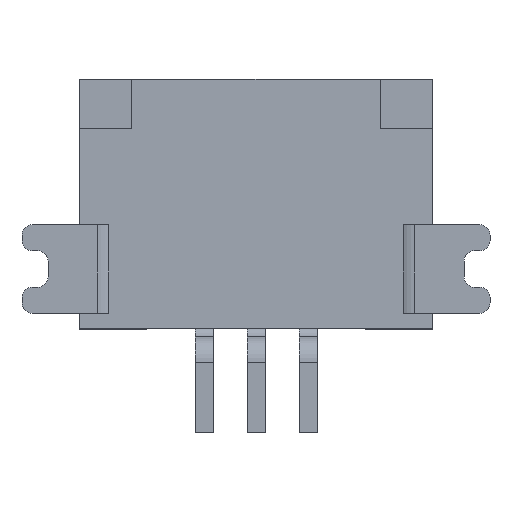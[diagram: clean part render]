
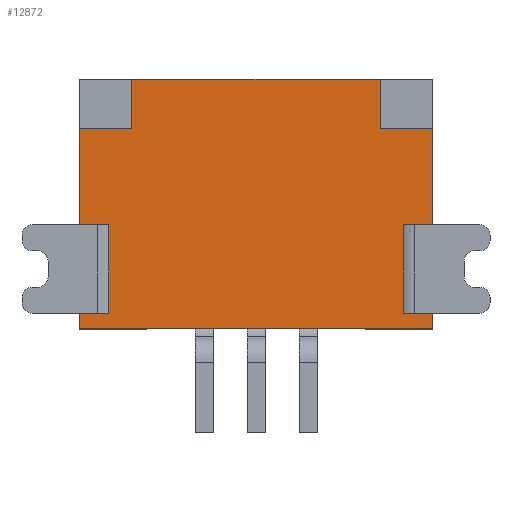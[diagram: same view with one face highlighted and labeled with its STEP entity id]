
A CAD part, top view. The second image highlights one B-rep face of the part: STEP entity #12872.
In plain terms, the highlighted planar face has unit normal (0, 0, 1).
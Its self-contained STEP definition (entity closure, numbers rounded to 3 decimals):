
#46 = LINE ( 'NONE', #7649, #3568 ) ;
#136 = LINE ( 'NONE', #13737, #14838 ) ;
#330 = VERTEX_POINT ( 'NONE', #12149 ) ;
#534 = CARTESIAN_POINT ( 'NONE',  ( -10.1, -0.95, -0.1 ) ) ;
#551 = CARTESIAN_POINT ( 'NONE',  ( -16.9, -0.95, -0.1 ) ) ;
#643 = VERTEX_POINT ( 'NONE', #6905 ) ;
#751 = EDGE_CURVE ( 'NONE', #9014, #9510, #15051, .T. ) ;
#1250 = CARTESIAN_POINT ( 'NONE',  ( -16.332, -2.8, -0.1 ) ) ;
#1825 = CARTESIAN_POINT ( 'NONE',  ( -10.1, -4.8, -0.1 ) ) ;
#1879 = CARTESIAN_POINT ( 'NONE',  ( -16.9, -4.8, -0.1 ) ) ;
#2253 = EDGE_CURVE ( 'NONE', #15006, #9494, #13187, .T. ) ;
#2293 = CARTESIAN_POINT ( 'NONE',  ( -10.668, -4.5, -0.1 ) ) ;
#2299 = VECTOR ( 'NONE', #2719, 1000. ) ;
#2472 = LINE ( 'NONE', #14764, #3608 ) ;
#2719 = DIRECTION ( 'NONE',  ( -1., 0., 0. ) ) ;
#2739 = EDGE_CURVE ( 'NONE', #5147, #15006, #8675, .T. ) ;
#2826 = ORIENTED_EDGE ( 'NONE', *, *, #751, .F. ) ;
#3045 = VECTOR ( 'NONE', #16369, 1000. ) ;
#3097 = EDGE_CURVE ( 'NONE', #9014, #15703, #16037, .T. ) ;
#3122 = EDGE_CURVE ( 'NONE', #5147, #4768, #9987, .T. ) ;
#3151 = FACE_OUTER_BOUND ( 'NONE', #15779, .T. ) ;
#3179 = ORIENTED_EDGE ( 'NONE', *, *, #13549, .F. ) ;
#3418 = ORIENTED_EDGE ( 'NONE', *, *, #6268, .F. ) ;
#3474 = VECTOR ( 'NONE', #13489, 1000. ) ;
#3484 = VECTOR ( 'NONE', #11166, 1000. ) ;
#3493 = EDGE_CURVE ( 'NONE', #15969, #330, #46, .T. ) ;
#3504 = DIRECTION ( 'NONE',  ( 0., -1., 0. ) ) ;
#3568 = VECTOR ( 'NONE', #6562, 1000. ) ;
#3608 = VECTOR ( 'NONE', #4797, 1000. ) ;
#3713 = EDGE_CURVE ( 'NONE', #5700, #9494, #12116, .T. ) ;
#3845 = VECTOR ( 'NONE', #4469, 1000. ) ;
#3935 = ORIENTED_EDGE ( 'NONE', *, *, #3493, .F. ) ;
#4020 = CARTESIAN_POINT ( 'NONE',  ( -16.9, -0.95, -0.1 ) ) ;
#4372 = ORIENTED_EDGE ( 'NONE', *, *, #2739, .F. ) ;
#4400 = CARTESIAN_POINT ( 'NONE',  ( -16.9, -4.5, -0.1 ) ) ;
#4469 = DIRECTION ( 'NONE',  ( 1., 0., 0. ) ) ;
#4602 = LINE ( 'NONE', #1879, #3474 ) ;
#4663 = DIRECTION ( 'NONE',  ( 0., 1., 0. ) ) ;
#4669 = DIRECTION ( 'NONE',  ( 1., 0., 0. ) ) ;
#4695 = CARTESIAN_POINT ( 'NONE',  ( -15.89, 0., -0.1 ) ) ;
#4768 = VERTEX_POINT ( 'NONE', #15938 ) ;
#4797 = DIRECTION ( 'NONE',  ( 0., -1., 0. ) ) ;
#4936 = CARTESIAN_POINT ( 'NONE',  ( -10.668, -2.8, -0.1 ) ) ;
#5018 = CARTESIAN_POINT ( 'NONE',  ( -10.1, -4.8, -0.1 ) ) ;
#5147 = VERTEX_POINT ( 'NONE', #15195 ) ;
#5576 = DIRECTION ( 'NONE',  ( 0., -1., 0. ) ) ;
#5700 = VERTEX_POINT ( 'NONE', #5018 ) ;
#5810 = VERTEX_POINT ( 'NONE', #551 ) ;
#5833 = CARTESIAN_POINT ( 'NONE',  ( -10.668, -2.8, -0.1 ) ) ;
#5895 = PLANE ( 'NONE',  #12757 ) ;
#5917 = VERTEX_POINT ( 'NONE', #10972 ) ;
#6090 = ORIENTED_EDGE ( 'NONE', *, *, #2253, .F. ) ;
#6232 = CARTESIAN_POINT ( 'NONE',  ( -42.89, 0., -0.1 ) ) ;
#6268 = EDGE_CURVE ( 'NONE', #5917, #4768, #14137, .T. ) ;
#6365 = EDGE_CURVE ( 'NONE', #15703, #5810, #16337, .T. ) ;
#6562 = DIRECTION ( 'NONE',  ( -1., 0., 0. ) ) ;
#6905 = CARTESIAN_POINT ( 'NONE',  ( -11.11, -0.95, -0.1 ) ) ;
#7120 = VECTOR ( 'NONE', #3504, 1000. ) ;
#7364 = EDGE_CURVE ( 'NONE', #9510, #643, #2472, .T. ) ;
#7474 = EDGE_CURVE ( 'NONE', #5810, #330, #14476, .T. ) ;
#7530 = EDGE_CURVE ( 'NONE', #10976, #12781, #9164, .T. ) ;
#7649 = CARTESIAN_POINT ( 'NONE',  ( -16.332, -2.8, -0.1 ) ) ;
#7696 = VECTOR ( 'NONE', #4669, 1000. ) ;
#8209 = DIRECTION ( 'NONE',  ( 0., 0., 1. ) ) ;
#8423 = EDGE_CURVE ( 'NONE', #5700, #15148, #8446, .T. ) ;
#8446 = LINE ( 'NONE', #1825, #11324 ) ;
#8500 = ORIENTED_EDGE ( 'NONE', *, *, #6365, .T. ) ;
#8546 = DIRECTION ( 'NONE',  ( 1., 0., 0. ) ) ;
#8675 = LINE ( 'NONE', #4936, #3484 ) ;
#8682 = ORIENTED_EDGE ( 'NONE', *, *, #3097, .T. ) ;
#9014 = VERTEX_POINT ( 'NONE', #4695 ) ;
#9157 = ORIENTED_EDGE ( 'NONE', *, *, #8423, .F. ) ;
#9164 = LINE ( 'NONE', #10572, #13149 ) ;
#9344 = CARTESIAN_POINT ( 'NONE',  ( -16.332, -4.5, -0.1 ) ) ;
#9366 = ORIENTED_EDGE ( 'NONE', *, *, #7364, .F. ) ;
#9494 = VERTEX_POINT ( 'NONE', #12020 ) ;
#9510 = VERTEX_POINT ( 'NONE', #15842 ) ;
#9622 = DIRECTION ( 'NONE',  ( -1., 0., 0. ) ) ;
#9681 = VECTOR ( 'NONE', #12198, 1000. ) ;
#9895 = ORIENTED_EDGE ( 'NONE', *, *, #3122, .T. ) ;
#9912 = ORIENTED_EDGE ( 'NONE', *, *, #7530, .T. ) ;
#9987 = LINE ( 'NONE', #5833, #7696 ) ;
#10177 = CARTESIAN_POINT ( 'NONE',  ( -16.9, -4.8, -0.1 ) ) ;
#10572 = CARTESIAN_POINT ( 'NONE',  ( -16.332, -4.5, -0.1 ) ) ;
#10765 = ORIENTED_EDGE ( 'NONE', *, *, #7474, .T. ) ;
#10972 = CARTESIAN_POINT ( 'NONE',  ( -10.1, -0.95, -0.1 ) ) ;
#10976 = VERTEX_POINT ( 'NONE', #9344 ) ;
#11073 = ORIENTED_EDGE ( 'NONE', *, *, #12485, .F. ) ;
#11166 = DIRECTION ( 'NONE',  ( 0., -1., 0. ) ) ;
#11266 = EDGE_CURVE ( 'NONE', #643, #5917, #136, .T. ) ;
#11315 = VECTOR ( 'NONE', #5576, 1000. ) ;
#11324 = VECTOR ( 'NONE', #9622, 1000. ) ;
#11488 = ORIENTED_EDGE ( 'NONE', *, *, #11266, .F. ) ;
#11944 = VECTOR ( 'NONE', #4663, 1000. ) ;
#12020 = CARTESIAN_POINT ( 'NONE',  ( -10.1, -4.5, -0.1 ) ) ;
#12116 = LINE ( 'NONE', #12279, #9681 ) ;
#12133 = LINE ( 'NONE', #12294, #11944 ) ;
#12149 = CARTESIAN_POINT ( 'NONE',  ( -16.9, -2.8, -0.1 ) ) ;
#12198 = DIRECTION ( 'NONE',  ( 0., 1., 0. ) ) ;
#12279 = CARTESIAN_POINT ( 'NONE',  ( -10.1, -4.8, -0.1 ) ) ;
#12294 = CARTESIAN_POINT ( 'NONE',  ( -16.332, -4.5, -0.1 ) ) ;
#12485 = EDGE_CURVE ( 'NONE', #10976, #15969, #12133, .T. ) ;
#12757 = AXIS2_PLACEMENT_3D ( 'NONE', #13283, #8209, #8546 ) ;
#12781 = VERTEX_POINT ( 'NONE', #4400 ) ;
#12872 = ADVANCED_FACE ( 'NONE', ( #3151 ), #5895, .T. ) ;
#13149 = VECTOR ( 'NONE', #13220, 1000. ) ;
#13187 = LINE ( 'NONE', #14522, #3845 ) ;
#13220 = DIRECTION ( 'NONE',  ( -1., 0., 0. ) ) ;
#13283 = CARTESIAN_POINT ( 'NONE',  ( -27., -2.4, -0.1 ) ) ;
#13489 = DIRECTION ( 'NONE',  ( 0., 1., 0. ) ) ;
#13549 = EDGE_CURVE ( 'NONE', #15148, #12781, #4602, .T. ) ;
#13737 = CARTESIAN_POINT ( 'NONE',  ( -11.11, -0.95, -0.1 ) ) ;
#13957 = VECTOR ( 'NONE', #15552, 1000. ) ;
#14137 = LINE ( 'NONE', #534, #11315 ) ;
#14476 = LINE ( 'NONE', #4020, #13957 ) ;
#14522 = CARTESIAN_POINT ( 'NONE',  ( -10.668, -4.5, -0.1 ) ) ;
#14617 = ORIENTED_EDGE ( 'NONE', *, *, #3713, .T. ) ;
#14764 = CARTESIAN_POINT ( 'NONE',  ( -11.11, 0., -0.1 ) ) ;
#14838 = VECTOR ( 'NONE', #16386, 1000. ) ;
#15006 = VERTEX_POINT ( 'NONE', #2293 ) ;
#15051 = LINE ( 'NONE', #6232, #3045 ) ;
#15148 = VERTEX_POINT ( 'NONE', #10177 ) ;
#15180 = CARTESIAN_POINT ( 'NONE',  ( -15.89, -0.95, -0.1 ) ) ;
#15195 = CARTESIAN_POINT ( 'NONE',  ( -10.668, -2.8, -0.1 ) ) ;
#15552 = DIRECTION ( 'NONE',  ( 0., -1., 0. ) ) ;
#15601 = CARTESIAN_POINT ( 'NONE',  ( -15.89, -0.95, -0.1 ) ) ;
#15703 = VERTEX_POINT ( 'NONE', #15601 ) ;
#15779 = EDGE_LOOP ( 'NONE', ( #2826, #8682, #8500, #10765, #3935, #11073, #9912, #3179, #9157, #14617, #6090, #4372, #9895, #3418, #11488, #9366 ) ) ;
#15842 = CARTESIAN_POINT ( 'NONE',  ( -11.11, 0., -0.1 ) ) ;
#15938 = CARTESIAN_POINT ( 'NONE',  ( -10.1, -2.8, -0.1 ) ) ;
#15969 = VERTEX_POINT ( 'NONE', #1250 ) ;
#16037 = LINE ( 'NONE', #16290, #7120 ) ;
#16290 = CARTESIAN_POINT ( 'NONE',  ( -15.89, 0., -0.1 ) ) ;
#16337 = LINE ( 'NONE', #15180, #2299 ) ;
#16369 = DIRECTION ( 'NONE',  ( 1., 0., 0. ) ) ;
#16386 = DIRECTION ( 'NONE',  ( 1., 0., 0. ) ) ;
